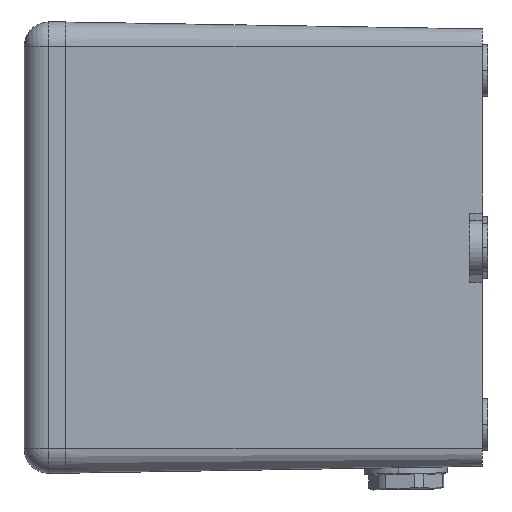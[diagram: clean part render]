
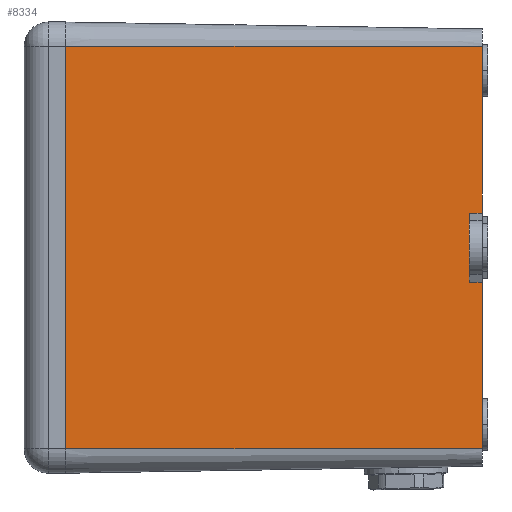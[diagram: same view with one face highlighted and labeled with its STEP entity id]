
A CAD part, left-side view. The second image highlights one B-rep face of the part: STEP entity #8334.
In plain terms, the highlighted face is planar.
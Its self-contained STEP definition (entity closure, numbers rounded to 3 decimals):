
#107 = LINE ( 'NONE', #7211, #1865 ) ;
#307 = CARTESIAN_POINT ( 'NONE',  ( -63.01, -58., 120. ) ) ;
#349 = CARTESIAN_POINT ( 'NONE',  ( -64.997, 9.552, 0.16 ) ) ;
#719 = CARTESIAN_POINT ( 'NONE',  ( -63.01, -9.948, 120. ) ) ;
#872 = CARTESIAN_POINT ( 'NONE',  ( -65., 58., 0. ) ) ;
#879 = VERTEX_POINT ( 'NONE', #2932 ) ;
#1303 = VERTEX_POINT ( 'NONE', #7926 ) ;
#1428 = EDGE_CURVE ( 'NONE', #879, #3382, #6635, .T. ) ;
#1472 = LINE ( 'NONE', #2267, #8084 ) ;
#1481 = ORIENTED_EDGE ( 'NONE', *, *, #1428, .F. ) ;
#1530 = EDGE_CURVE ( 'NONE', #9393, #879, #1472, .T. ) ;
#1544 = ORIENTED_EDGE ( 'NONE', *, *, #6220, .F. ) ;
#1865 = VECTOR ( 'NONE', #4698, 1000. ) ;
#2116 = DIRECTION ( 'NONE',  ( -0.017, 0., -1. ) ) ;
#2243 = LINE ( 'NONE', #7896, #6566 ) ;
#2267 = CARTESIAN_POINT ( 'NONE',  ( -63.01, 58., 120. ) ) ;
#2519 = ORIENTED_EDGE ( 'NONE', *, *, #1530, .F. ) ;
#2802 = DIRECTION ( 'NONE',  ( -0.017, 0., -1. ) ) ;
#2932 = CARTESIAN_POINT ( 'NONE',  ( -63.01, 9.948, 120. ) ) ;
#2936 = VERTEX_POINT ( 'NONE', #872 ) ;
#2956 = VECTOR ( 'NONE', #7810, 1000. ) ;
#3088 = ORIENTED_EDGE ( 'NONE', *, *, #6230, .F. ) ;
#3158 = DIRECTION ( 'NONE',  ( 0., -1., 0. ) ) ;
#3294 = DIRECTION ( 'NONE',  ( 0.017, -0.003, 1. ) ) ;
#3382 = VERTEX_POINT ( 'NONE', #8699 ) ;
#3781 = LINE ( 'NONE', #8397, #4051 ) ;
#3801 = EDGE_CURVE ( 'NONE', #2936, #8162, #107, .T. ) ;
#3913 = EDGE_CURVE ( 'NONE', #9393, #2936, #10195, .T. ) ;
#4051 = VECTOR ( 'NONE', #3294, 1000. ) ;
#4205 = DIRECTION ( 'NONE',  ( 0.017, 0., 1. ) ) ;
#4377 = CARTESIAN_POINT ( 'NONE',  ( -63.01, 58., 120. ) ) ;
#4698 = DIRECTION ( 'NONE',  ( 0., -1., 0. ) ) ;
#5257 = LINE ( 'NONE', #4377, #2956 ) ;
#5376 = ORIENTED_EDGE ( 'NONE', *, *, #3913, .T. ) ;
#5386 = LINE ( 'NONE', #9577, #6836 ) ;
#6220 = EDGE_CURVE ( 'NONE', #3382, #1303, #5386, .T. ) ;
#6230 = EDGE_CURVE ( 'NONE', #9083, #8162, #2243, .T. ) ;
#6412 = CARTESIAN_POINT ( 'NONE',  ( -65., -58., 0. ) ) ;
#6427 = DIRECTION ( 'NONE',  ( -0.017, -0.003, -1. ) ) ;
#6566 = VECTOR ( 'NONE', #2802, 1000. ) ;
#6635 = LINE ( 'NONE', #349, #10890 ) ;
#6738 = PLANE ( 'NONE',  #7335 ) ;
#6836 = VECTOR ( 'NONE', #10446, 1000. ) ;
#7211 = CARTESIAN_POINT ( 'NONE',  ( -65., 58., 0. ) ) ;
#7335 = AXIS2_PLACEMENT_3D ( 'NONE', #7576, #9277, #4205 ) ;
#7576 = CARTESIAN_POINT ( 'NONE',  ( -65., 58., 0. ) ) ;
#7695 = CARTESIAN_POINT ( 'NONE',  ( -63.01, 58., 120. ) ) ;
#7810 = DIRECTION ( 'NONE',  ( 0., -1., 0. ) ) ;
#7896 = CARTESIAN_POINT ( 'NONE',  ( -65., -58., 0. ) ) ;
#7917 = VECTOR ( 'NONE', #2116, 1000. ) ;
#7926 = CARTESIAN_POINT ( 'NONE',  ( -63.071, -9.936, 116.3 ) ) ;
#8084 = VECTOR ( 'NONE', #3158, 1000. ) ;
#8117 = ORIENTED_EDGE ( 'NONE', *, *, #3801, .T. ) ;
#8162 = VERTEX_POINT ( 'NONE', #6412 ) ;
#8214 = ORIENTED_EDGE ( 'NONE', *, *, #8278, .F. ) ;
#8278 = EDGE_CURVE ( 'NONE', #1303, #8936, #3781, .T. ) ;
#8334 = ADVANCED_FACE ( 'NONE', ( #10304 ), #6738, .T. ) ;
#8397 = CARTESIAN_POINT ( 'NONE',  ( -65.004, -9.551, -0.223 ) ) ;
#8699 = CARTESIAN_POINT ( 'NONE',  ( -63.071, 9.936, 116.3 ) ) ;
#8810 = ORIENTED_EDGE ( 'NONE', *, *, #10564, .F. ) ;
#8936 = VERTEX_POINT ( 'NONE', #719 ) ;
#9014 = CARTESIAN_POINT ( 'NONE',  ( -65., 58., 0. ) ) ;
#9083 = VERTEX_POINT ( 'NONE', #307 ) ;
#9277 = DIRECTION ( 'NONE',  ( -1., 0., 0.017 ) ) ;
#9393 = VERTEX_POINT ( 'NONE', #7695 ) ;
#9577 = CARTESIAN_POINT ( 'NONE',  ( -63.071, 58., 116.3 ) ) ;
#10195 = LINE ( 'NONE', #9014, #7917 ) ;
#10304 = FACE_OUTER_BOUND ( 'NONE', #10573, .T. ) ;
#10446 = DIRECTION ( 'NONE',  ( 0., -1., 0. ) ) ;
#10564 = EDGE_CURVE ( 'NONE', #8936, #9083, #5257, .T. ) ;
#10573 = EDGE_LOOP ( 'NONE', ( #8214, #1544, #1481, #2519, #5376, #8117, #3088, #8810 ) ) ;
#10890 = VECTOR ( 'NONE', #6427, 1000. ) ;
